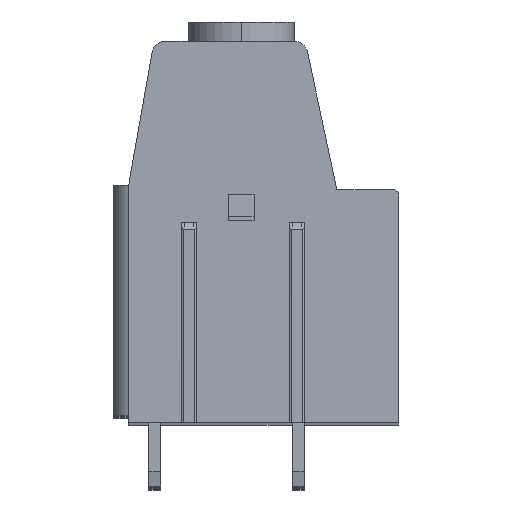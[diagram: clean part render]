
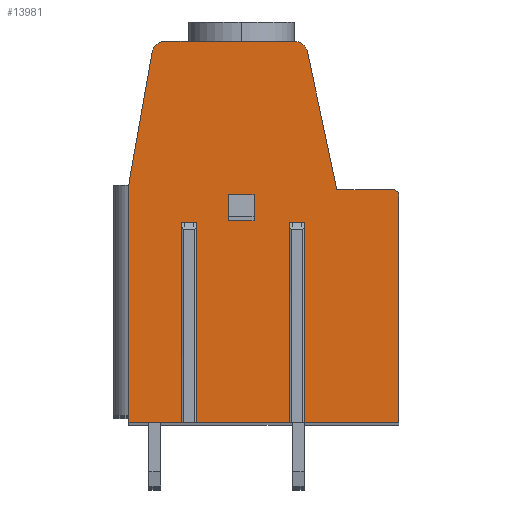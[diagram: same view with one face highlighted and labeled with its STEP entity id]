
A CAD part, top view. The second image highlights one B-rep face of the part: STEP entity #13981.
In plain terms, the highlighted planar face has unit normal (0, 0, 1).
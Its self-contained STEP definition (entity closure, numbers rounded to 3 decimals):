
#3379=DIRECTION('',(0.,1.,0.));
#3380=VECTOR('',#3379,2.);
#3381=CARTESIAN_POINT('',(-0.75,0.85,5.08));
#3382=LINE('',#3381,#3380);
#3383=DIRECTION('',(1.,0.,0.));
#3384=VECTOR('',#3383,2.);
#3385=CARTESIAN_POINT('',(-2.75,2.85,5.08));
#3386=LINE('',#3385,#3384);
#3387=DIRECTION('',(0.,1.,0.));
#3388=VECTOR('',#3387,2.);
#3389=CARTESIAN_POINT('',(-2.75,0.85,5.08));
#3390=LINE('',#3389,#3388);
#3391=DIRECTION('',(1.,0.,0.));
#3392=VECTOR('',#3391,2.);
#3393=CARTESIAN_POINT('',(-2.75,0.85,5.08));
#3394=LINE('',#3393,#3392);
#3395=CARTESIAN_POINT('',(2.386,13.65,5.08));
#3396=DIRECTION('',(0.,0.,1.));
#3397=DIRECTION('',(0.978,0.208,0.));
#3398=AXIS2_PLACEMENT_3D('',#3395,#3396,#3397);
#3400=DIRECTION('',(-0.208,0.978,0.));
#3401=VECTOR('',#3400,10.845);
#3402=CARTESIAN_POINT('',(5.619,3.25,5.08));
#3403=LINE('',#3402,#3401);
#3404=DIRECTION('',(-1.,0.,0.));
#3405=VECTOR('',#3404,4.281);
#3406=CARTESIAN_POINT('',(9.9,3.25,5.08));
#3407=LINE('',#3406,#3405);
#3408=CARTESIAN_POINT('',(9.9,2.75,5.08));
#3409=DIRECTION('',(0.,0.,1.));
#3410=DIRECTION('',(1.,0.,0.));
#3411=AXIS2_PLACEMENT_3D('',#3408,#3409,#3410);
#3413=DIRECTION('',(0.,1.,0.));
#3414=VECTOR('',#3413,17.4);
#3415=CARTESIAN_POINT('',(10.4,-14.65,5.08));
#3416=LINE('',#3415,#3414);
#3417=DIRECTION('',(1.,0.,0.));
#3418=VECTOR('',#3417,7.525);
#3419=CARTESIAN_POINT('',(2.875,-14.65,5.08));
#3420=LINE('',#3419,#3418);
#3421=DIRECTION('',(0.,1.,0.));
#3422=VECTOR('',#3421,15.4);
#3423=CARTESIAN_POINT('',(2.875,-14.65,5.08));
#3424=LINE('',#3423,#3422);
#3425=DIRECTION('',(1.,0.,0.));
#3426=VECTOR('',#3425,0.65);
#3427=CARTESIAN_POINT('',(2.225,0.75,5.08));
#3428=LINE('',#3427,#3426);
#3429=DIRECTION('',(0.,1.,0.));
#3430=VECTOR('',#3429,15.4);
#3431=CARTESIAN_POINT('',(2.225,-14.65,5.08));
#3432=LINE('',#3431,#3430);
#3433=DIRECTION('',(1.,0.,0.));
#3434=VECTOR('',#3433,7.65);
#3435=CARTESIAN_POINT('',(-5.425,-14.65,5.08));
#3436=LINE('',#3435,#3434);
#3437=DIRECTION('',(0.,1.,0.));
#3438=VECTOR('',#3437,15.4);
#3439=CARTESIAN_POINT('',(-5.425,-14.65,5.08));
#3440=LINE('',#3439,#3438);
#3441=DIRECTION('',(1.,0.,0.));
#3442=VECTOR('',#3441,0.65);
#3443=CARTESIAN_POINT('',(-6.075,0.75,5.08));
#3444=LINE('',#3443,#3442);
#3445=DIRECTION('',(0.,1.,0.));
#3446=VECTOR('',#3445,15.4);
#3447=CARTESIAN_POINT('',(-6.075,-14.65,5.08));
#3448=LINE('',#3447,#3446);
#3449=DIRECTION('',(1.,0.,0.));
#3450=VECTOR('',#3449,4.325);
#3451=CARTESIAN_POINT('',(-10.4,-14.65,5.08));
#3452=LINE('',#3451,#3450);
#3453=DIRECTION('',(0.,-1.,0.));
#3454=VECTOR('',#3453,18.25);
#3455=CARTESIAN_POINT('',(-10.4,3.6,5.08));
#3456=LINE('',#3455,#3454);
#3457=DIRECTION('',(-0.174,-0.985,0.));
#3458=VECTOR('',#3457,10.381);
#3459=CARTESIAN_POINT('',(-8.597,13.824,5.08));
#3460=LINE('',#3459,#3458);
#3461=CARTESIAN_POINT('',(-7.612,13.65,5.08));
#3462=DIRECTION('',(0.,0.,1.));
#3463=DIRECTION('',(0.,1.,0.));
#3464=AXIS2_PLACEMENT_3D('',#3461,#3462,#3463);
#3466=DIRECTION('',(-1.,0.,0.));
#3467=VECTOR('',#3466,9.998);
#3468=CARTESIAN_POINT('',(2.386,14.65,5.08));
#3469=LINE('',#3468,#3467);
#7837=CARTESIAN_POINT('',(-10.4,3.6,5.08));
#7838=CARTESIAN_POINT('',(-10.4,-14.65,5.08));
#7839=VERTEX_POINT('',#7837);
#7840=VERTEX_POINT('',#7838);
#7842=CARTESIAN_POINT('',(10.4,-14.65,5.08));
#7844=VERTEX_POINT('',#7842);
#7846=CARTESIAN_POINT('',(5.619,3.25,5.08));
#7848=VERTEX_POINT('',#7846);
#7889=CARTESIAN_POINT('',(-6.075,-14.65,5.08));
#7890=VERTEX_POINT('',#7889);
#7891=CARTESIAN_POINT('',(-5.425,-14.65,5.08));
#7892=CARTESIAN_POINT('',(2.225,-14.65,5.08));
#7893=VERTEX_POINT('',#7891);
#7894=VERTEX_POINT('',#7892);
#7895=CARTESIAN_POINT('',(2.875,-14.65,5.08));
#7896=VERTEX_POINT('',#7895);
#7897=CARTESIAN_POINT('',(-6.075,0.75,5.08));
#7898=CARTESIAN_POINT('',(-5.425,0.75,5.08));
#7899=VERTEX_POINT('',#7897);
#7900=VERTEX_POINT('',#7898);
#7901=CARTESIAN_POINT('',(2.225,0.75,5.08));
#7902=CARTESIAN_POINT('',(2.875,0.75,5.08));
#7903=VERTEX_POINT('',#7901);
#7904=VERTEX_POINT('',#7902);
#7923=CARTESIAN_POINT('',(-0.75,0.85,5.08));
#7924=CARTESIAN_POINT('',(-0.75,2.85,5.08));
#7925=VERTEX_POINT('',#7923);
#7926=VERTEX_POINT('',#7924);
#7927=CARTESIAN_POINT('',(-2.75,0.85,5.08));
#7928=CARTESIAN_POINT('',(-2.75,2.85,5.08));
#7929=VERTEX_POINT('',#7927);
#7930=VERTEX_POINT('',#7928);
#8055=CARTESIAN_POINT('',(3.364,13.858,5.08));
#8056=VERTEX_POINT('',#8055);
#8057=CARTESIAN_POINT('',(2.386,14.65,5.08));
#8058=VERTEX_POINT('',#8057);
#8063=CARTESIAN_POINT('',(-7.612,14.65,5.08));
#8064=CARTESIAN_POINT('',(-8.597,13.824,5.08));
#8065=VERTEX_POINT('',#8063);
#8066=VERTEX_POINT('',#8064);
#8071=CARTESIAN_POINT('',(10.4,2.75,5.08));
#8072=VERTEX_POINT('',#8071);
#8073=CARTESIAN_POINT('',(9.9,3.25,5.08));
#8074=VERTEX_POINT('',#8073);
#13940=CARTESIAN_POINT('',(0.,0.,5.08));
#13941=DIRECTION('',(0.,0.,1.));
#13942=DIRECTION('',(1.,0.,0.));
#13943=AXIS2_PLACEMENT_3D('',#13940,#13941,#13942);
#13944=PLANE('',#13943);
#13945=ORIENTED_EDGE('',*,*,#10199,.F.);
#13946=ORIENTED_EDGE('',*,*,#10215,.F.);
#13947=ORIENTED_EDGE('',*,*,#10227,.F.);
#13948=ORIENTED_EDGE('',*,*,#10242,.F.);
#13949=ORIENTED_EDGE('',*,*,#10257,.F.);
#13950=ORIENTED_EDGE('',*,*,#10461,.F.);
#13952=ORIENTED_EDGE('',*,*,#13951,.T.);
#13954=ORIENTED_EDGE('',*,*,#13953,.F.);
#13956=ORIENTED_EDGE('',*,*,#13955,.F.);
#13957=ORIENTED_EDGE('',*,*,#10445,.F.);
#13959=ORIENTED_EDGE('',*,*,#13958,.T.);
#13961=ORIENTED_EDGE('',*,*,#13960,.F.);
#13963=ORIENTED_EDGE('',*,*,#13962,.F.);
#13964=ORIENTED_EDGE('',*,*,#10429,.F.);
#13965=ORIENTED_EDGE('',*,*,#11111,.F.);
#13966=ORIENTED_EDGE('',*,*,#11233,.F.);
#13967=ORIENTED_EDGE('',*,*,#11605,.F.);
#13968=ORIENTED_EDGE('',*,*,#11818,.F.);
#13969=EDGE_LOOP('',(#13945,#13946,#13947,#13948,#13949,#13950,#13952,#13954,
#13956,#13957,#13959,#13961,#13963,#13964,#13965,#13966,#13967,#13968));
#13970=FACE_OUTER_BOUND('',#13969,.F.);
#13972=ORIENTED_EDGE('',*,*,#13971,.T.);
#13974=ORIENTED_EDGE('',*,*,#13973,.F.);
#13976=ORIENTED_EDGE('',*,*,#13975,.F.);
#13978=ORIENTED_EDGE('',*,*,#13977,.T.);
#13979=EDGE_LOOP('',(#13972,#13974,#13976,#13978));
#13980=FACE_BOUND('',#13979,.F.);
#3399=CIRCLE('',#3398,1.);
#3412=CIRCLE('',#3411,0.5);
#3465=CIRCLE('',#3464,1.);
#10199=EDGE_CURVE('',#8056,#8058,#3399,.T.);
#10215=EDGE_CURVE('',#7848,#8056,#3403,.T.);
#10227=EDGE_CURVE('',#8074,#7848,#3407,.T.);
#10242=EDGE_CURVE('',#8072,#8074,#3412,.T.);
#10257=EDGE_CURVE('',#7844,#8072,#3416,.T.);
#10429=EDGE_CURVE('',#7840,#7890,#3452,.T.);
#10445=EDGE_CURVE('',#7893,#7894,#3436,.T.);
#10461=EDGE_CURVE('',#7896,#7844,#3420,.T.);
#11111=EDGE_CURVE('',#7839,#7840,#3456,.T.);
#11233=EDGE_CURVE('',#8066,#7839,#3460,.T.);
#11605=EDGE_CURVE('',#8065,#8066,#3465,.T.);
#11818=EDGE_CURVE('',#8058,#8065,#3469,.T.);
#13951=EDGE_CURVE('',#7896,#7904,#3424,.T.);
#13953=EDGE_CURVE('',#7903,#7904,#3428,.T.);
#13955=EDGE_CURVE('',#7894,#7903,#3432,.T.);
#13958=EDGE_CURVE('',#7893,#7900,#3440,.T.);
#13960=EDGE_CURVE('',#7899,#7900,#3444,.T.);
#13962=EDGE_CURVE('',#7890,#7899,#3448,.T.);
#13971=EDGE_CURVE('',#7925,#7926,#3382,.T.);
#13973=EDGE_CURVE('',#7930,#7926,#3386,.T.);
#13975=EDGE_CURVE('',#7929,#7930,#3390,.T.);
#13977=EDGE_CURVE('',#7929,#7925,#3394,.T.);
#13981=ADVANCED_FACE('',(#13970,#13980),#13944,.T.);
